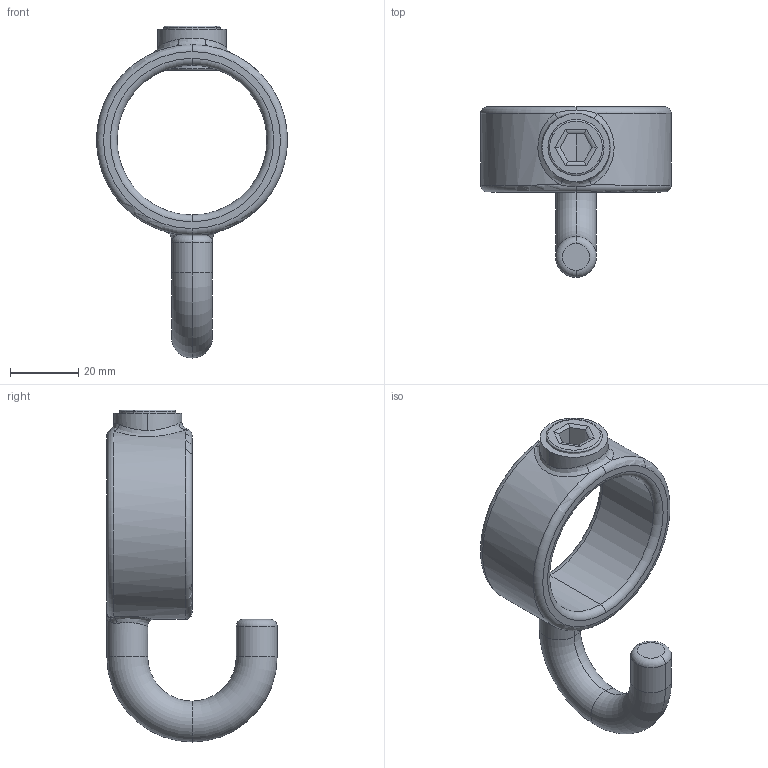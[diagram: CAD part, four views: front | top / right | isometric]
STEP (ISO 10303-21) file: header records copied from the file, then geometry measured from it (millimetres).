
FILE_DESCRIPTION (( 'STEP AP203' ), '1' );
FILE_NAME ('182-C42.step', '2015-09-17T16:26:54', ( '' ), ( '' ), 'SwSTEP 2.0', 'SolidWorks 2015', '' );
FILE_SCHEMA (( 'CONFIG_CONTROL_DESIGN' ));
Length unit declared in the file: millimetre
Products named in the file (3): 182-C42 Teil1; 182-C42; 182-C42 Teil2
Assembly tree (2 placements, depth 2):
  182-C42
    182-C42 Teil1
    182-C42 Teil2
Bounding box: 56 x 50 x 97.5 mm (x, y, z)
Volume: 33905.8 mm3; surface area: 14025.7 mm2
Topology: 2 solids, 2 shells, 67 faces, 155 edges, 87 vertices
Faces by surface type: cylinder 26, torus 18, plane 12, bspline 11
Entity records: 3200 total; most frequent: CARTESIAN_POINT 1491, ORIENTED_EDGE 302, DIRECTION 296, EDGE_CURVE 151, AXIS2_PLACEMENT_3D 126, VERTEX_POINT 87, EDGE_LOOP 72, FACE_OUTER_BOUND 67
